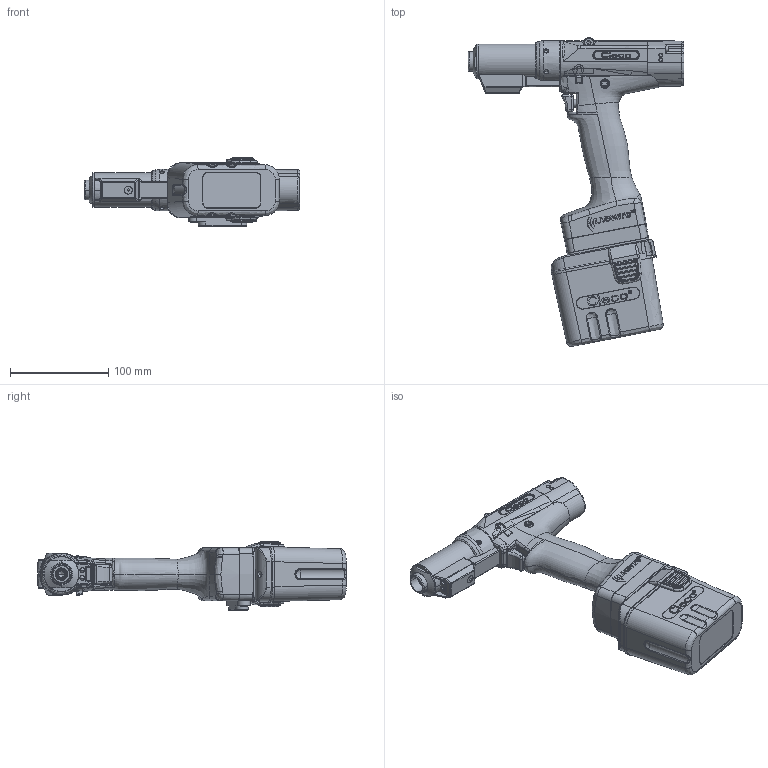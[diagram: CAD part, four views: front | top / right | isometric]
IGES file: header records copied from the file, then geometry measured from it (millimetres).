
Start section:  PTC IGES file: 17bpxb05q.igs
Global section: file name: 17bpxb05q.igs; native system: Pro/ENGINEER by Parametric Technology Corporation; preprocessor: 2004490; author: ScheuriF; organization: Unknown; date: 070912.092458; units: millimetre
Bounding box: 219.6 x 314.59 x 69.95 mm (x, y, z)
Surface area: 129601.2 mm2 (no closed solid volume)
Topology: 0 solids, 455 shells, 2204 faces, 10247 edges, 8329 vertices
Faces by surface type: bspline 1324, revolution 866, extrusion 14
